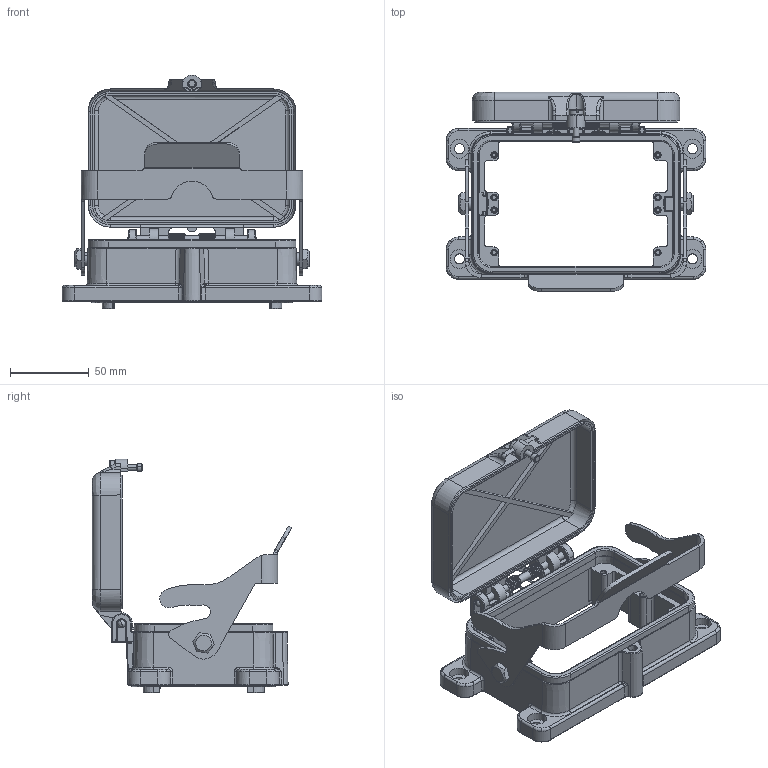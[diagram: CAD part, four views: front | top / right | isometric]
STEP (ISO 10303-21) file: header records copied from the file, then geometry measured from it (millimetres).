
FILE_DESCRIPTION (( 'STEP AP203' ), '1' );
FILE_NAME ('H48B-BK-1L_S-CV.SLDPRT.STEP', '2015-09-24T01:24:56', ( '微软用户' ), ( '微软中国' ), 'SwSTEP 2.0', 'SolidWorks 2012', '' );
FILE_SCHEMA (( 'CONFIG_CONTROL_DESIGN' ));
Length unit declared in the file: millimetre
Products named in the file (1): H48B-BK-1L_S-CV.SLDPRT
Bounding box: 164.99 x 126.52 x 148.6 mm (x, y, z)
Volume: 219746.7 mm3; surface area: 125883 mm2
Topology: 10 solids, 10 shells, 1296 faces, 3153 edges, 1876 vertices
Faces by surface type: cylinder 473, plane 326, bspline 284, cone 95, torus 67, sphere 51
Entity records: 50004 total; most frequent: CARTESIAN_POINT 22031, ORIENTED_EDGE 6238, DIRECTION 5500, EDGE_CURVE 3119, AXIS2_PLACEMENT_3D 2093, VERTEX_POINT 1866, EDGE_LOOP 1357, VECTOR 1314
